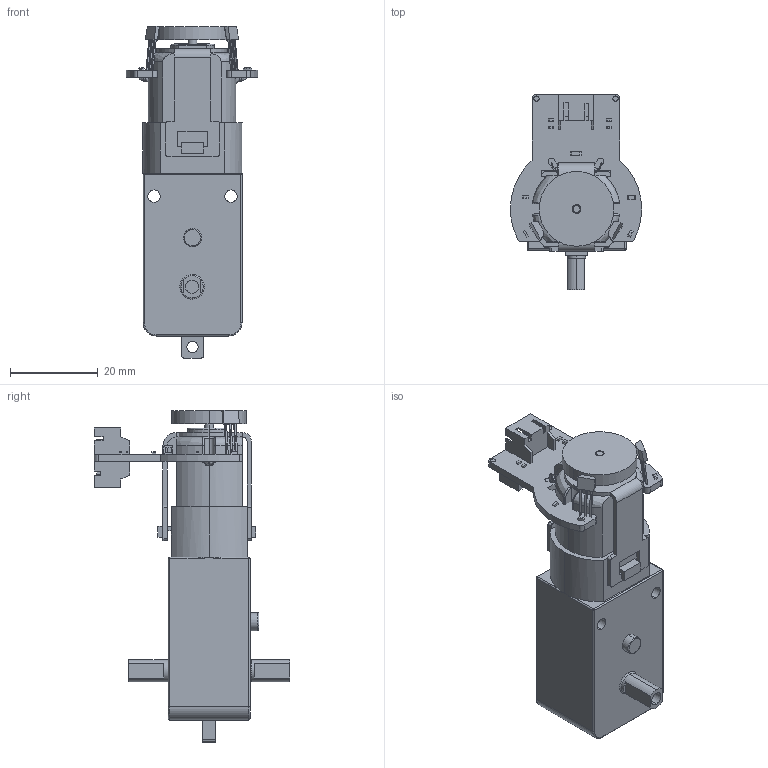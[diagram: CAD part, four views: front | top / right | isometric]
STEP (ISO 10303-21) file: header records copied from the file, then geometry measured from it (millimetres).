
FILE_DESCRIPTION (( 'STEP AP214' ), '1' );
FILE_NAME ('FIT0450.STEP', '2018-11-22T22:28:16', ( 'EC2' ), ( 'Amazon.com' ), 'SwSTEP 2.0', 'SolidWorks 2019', '' );
FILE_SCHEMA (( 'AUTOMOTIVE_DESIGN' ));
Length unit declared in the file: millimetre
Products named in the file (10): Encoder; SolderBridge; Gearbox; Magnet; FIT0450
Assembly tree (5 placements, depth 2):
  Encoder
  Magnet
  FIT0450
    Gearbox
    Magnet
    Encoder
    SolderBridge  x2
  Gearbox
  SolderBridge
Bounding box: 29.86 x 44.39 x 75.48 mm (x, y, z)
Volume: 26343.5 mm3; surface area: 11289 mm2
Topology: 13 solids, 13 shells, 514 faces, 1349 edges, 876 vertices
Faces by surface type: plane 337, cylinder 107, bspline 70
Entity records: 25839 total; most frequent: CARTESIAN_POINT 7802, ORIENTED_EDGE 2626, DIRECTION 2325, EDGE_CURVE 1313, LINE 959, VECTOR 959, VERTEX_POINT 860, AXIS2_PLACEMENT_3D 683
